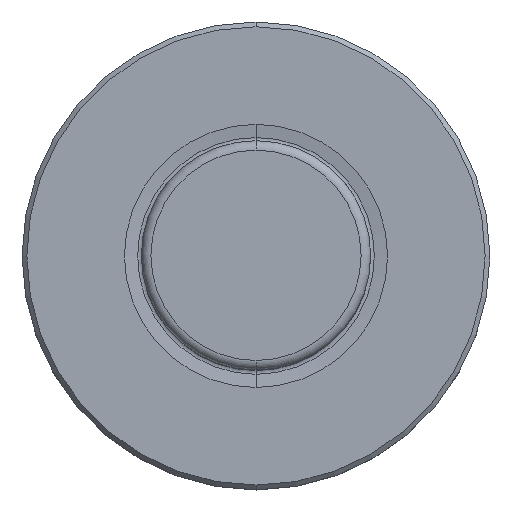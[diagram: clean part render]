
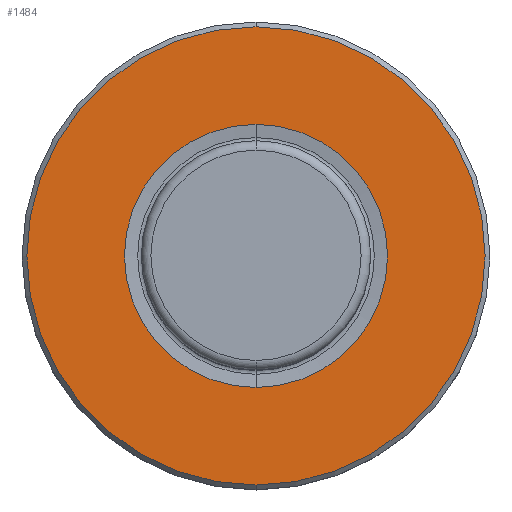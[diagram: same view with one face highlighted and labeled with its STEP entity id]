
A CAD part, top view. The second image highlights one B-rep face of the part: STEP entity #1484.
In plain terms, the highlighted face is planar.
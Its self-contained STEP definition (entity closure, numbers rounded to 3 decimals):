
#547=CARTESIAN_POINT('',(0.,0.,0.));
#548=DIRECTION('',(0.,0.,1.));
#549=DIRECTION('',(0.,1.,0.));
#550=AXIS2_PLACEMENT_3D('',#547,#548,#549);
#555=CARTESIAN_POINT('',(0.,0.,0.));
#556=DIRECTION('',(0.,0.,1.));
#557=DIRECTION('',(0.,-1.,0.));
#558=AXIS2_PLACEMENT_3D('',#555,#556,#557);
#563=CARTESIAN_POINT('',(0.,0.,0.));
#564=DIRECTION('',(0.,0.,-1.));
#565=DIRECTION('',(0.,1.,0.));
#566=AXIS2_PLACEMENT_3D('',#563,#564,#565);
#571=CARTESIAN_POINT('',(0.,0.,0.));
#572=DIRECTION('',(0.,0.,-1.));
#573=DIRECTION('',(0.,-1.,0.));
#574=AXIS2_PLACEMENT_3D('',#571,#572,#573);
#890=CARTESIAN_POINT('',(0.,23.975,0.));
#892=VERTEX_POINT('',#890);
#901=CARTESIAN_POINT('',(0.,-23.975,0.));
#903=VERTEX_POINT('',#901);
#923=CARTESIAN_POINT('',(0.,13.765,0.));
#924=VERTEX_POINT('',#923);
#927=CARTESIAN_POINT('',(0.,-13.765,0.));
#928=VERTEX_POINT('',#927);
#1469=CARTESIAN_POINT('',(0.,0.,0.));
#1470=DIRECTION('',(0.,0.,-1.));
#1471=DIRECTION('',(0.,-1.,0.));
#1472=AXIS2_PLACEMENT_3D('',#1469,#1470,#1471);
#1473=PLANE('',#1472);
#1474=ORIENTED_EDGE('',*,*,#1451,.T.);
#1475=ORIENTED_EDGE('',*,*,#1462,.T.);
#1476=EDGE_LOOP('',(#1474,#1475));
#1477=FACE_OUTER_BOUND('',#1476,.F.);
#1479=ORIENTED_EDGE('',*,*,#1478,.T.);
#1481=ORIENTED_EDGE('',*,*,#1480,.T.);
#1482=EDGE_LOOP('',(#1479,#1481));
#1483=FACE_BOUND('',#1482,.F.);
#551=CIRCLE('',#550,23.975);
#559=CIRCLE('',#558,23.975);
#567=CIRCLE('',#566,13.765);
#575=CIRCLE('',#574,13.765);
#1451=EDGE_CURVE('',#892,#903,#551,.T.);
#1462=EDGE_CURVE('',#903,#892,#559,.T.);
#1478=EDGE_CURVE('',#924,#928,#567,.T.);
#1480=EDGE_CURVE('',#928,#924,#575,.T.);
#1484=ADVANCED_FACE('',(#1477,#1483),#1473,.T.);
